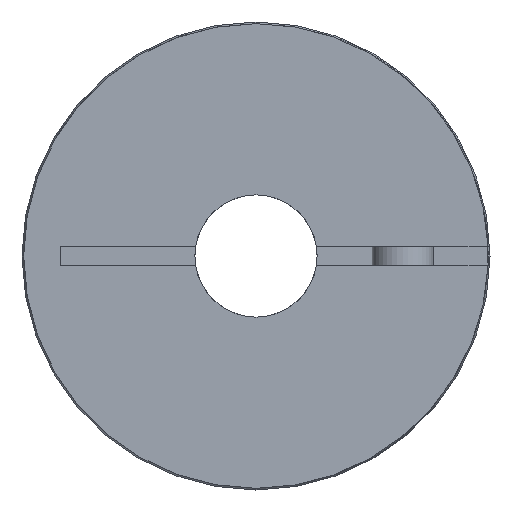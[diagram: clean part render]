
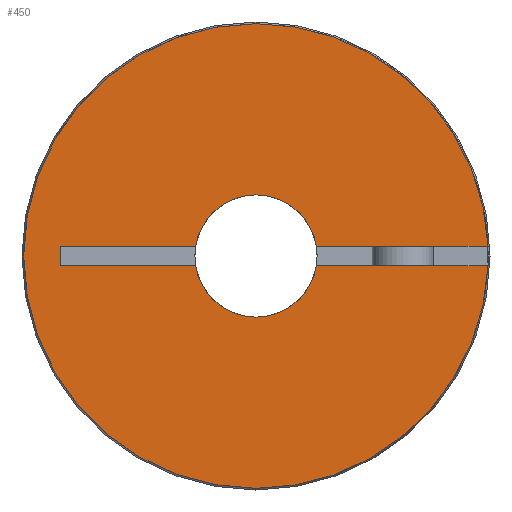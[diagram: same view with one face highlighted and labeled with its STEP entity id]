
A CAD part, left-side view. The second image highlights one B-rep face of the part: STEP entity #450.
In plain terms, the highlighted planar face has unit normal (-1, 0, 0).
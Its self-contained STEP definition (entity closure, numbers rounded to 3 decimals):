
#450=ADVANCED_FACE('',(#972),#973,.T.);
#972=FACE_OUTER_BOUND('',#1603,.T.);
#973=PLANE('',#1604);
#1603=EDGE_LOOP('',(#2703,#2704,#2705,#2706,#2707,#2708,#2709,#2710,#2711,#2712,#2713,#2714));
#1604=AXIS2_PLACEMENT_3D('',#2715,#2716,#2717);
#2703=ORIENTED_EDGE('',*,*,#3881,.T.);
#2704=ORIENTED_EDGE('',*,*,#3870,.T.);
#2705=ORIENTED_EDGE('',*,*,#3888,.F.);
#2706=ORIENTED_EDGE('',*,*,#3965,.F.);
#2707=ORIENTED_EDGE('',*,*,#3894,.T.);
#2708=ORIENTED_EDGE('',*,*,#3873,.T.);
#2709=ORIENTED_EDGE('',*,*,#3879,.T.);
#2710=ORIENTED_EDGE('',*,*,#3923,.F.);
#2711=ORIENTED_EDGE('',*,*,#3829,.T.);
#2712=ORIENTED_EDGE('',*,*,#3960,.T.);
#2713=ORIENTED_EDGE('',*,*,#3841,.T.);
#2714=ORIENTED_EDGE('',*,*,#3919,.T.);
#2715=CARTESIAN_POINT('',(0.0,-9.5,0.0));
#2716=DIRECTION('',(-1.0,0.0,0.0));
#2717=DIRECTION('',(0.0,0.0,-1.0));
#3829=EDGE_CURVE('',#4595,#4592,#4596,.T.);
#3841=EDGE_CURVE('',#4607,#4615,#4617,.T.);
#3870=EDGE_CURVE('',#4656,#4664,#4666,.T.);
#3873=EDGE_CURVE('',#4671,#4668,#4672,.T.);
#3879=EDGE_CURVE('',#4668,#4679,#4681,.T.);
#3881=EDGE_CURVE('',#4683,#4656,#4684,.T.);
#3888=EDGE_CURVE('',#4692,#4664,#4694,.T.);
#3894=EDGE_CURVE('',#4701,#4671,#4702,.T.);
#3919=EDGE_CURVE('',#4615,#4683,#4736,.T.);
#3923=EDGE_CURVE('',#4595,#4679,#4740,.T.);
#3960=EDGE_CURVE('',#4592,#4607,#4789,.T.);
#3965=EDGE_CURVE('',#4701,#4692,#4795,.T.);
#4592=VERTEX_POINT('',#5555);
#4595=VERTEX_POINT('',#5559);
#4596=CIRCLE('',#5560,9.5);
#4607=VERTEX_POINT('',#5671);
#4615=VERTEX_POINT('',#5681);
#4617=CIRCLE('',#5684,9.5);
#4656=VERTEX_POINT('',#5730);
#4664=VERTEX_POINT('',#5740);
#4666=CIRCLE('',#5743,2.5);
#4668=VERTEX_POINT('',#5745);
#4671=VERTEX_POINT('',#5749);
#4672=CIRCLE('',#5750,2.5);
#4679=VERTEX_POINT('',#5758);
#4681=CIRCLE('',#5761,2.5);
#4683=VERTEX_POINT('',#5763);
#4684=CIRCLE('',#5764,2.5);
#4692=VERTEX_POINT('',#5774);
#4694=LINE('',#5777,#5778);
#4701=VERTEX_POINT('',#5787);
#4702=LINE('',#5788,#5789);
#4736=LINE('',#5832,#5833);
#4740=LINE('',#5838,#5839);
#4789=CIRCLE('',#5906,9.5);
#4795=LINE('',#5913,#5914);
#5555=CARTESIAN_POINT('',(0.0,0.,9.5));
#5559=CARTESIAN_POINT('',(0.0,-9.492,0.4));
#5560=AXIS2_PLACEMENT_3D('',#6976,#6977,#6978);
#5671=CARTESIAN_POINT('',(0.0,0.,-9.5));
#5681=CARTESIAN_POINT('',(0.0,-9.492,-0.4));
#5684=AXIS2_PLACEMENT_3D('',#6992,#6993,#6994);
#5730=CARTESIAN_POINT('',(0.0,0.,-2.5));
#5740=CARTESIAN_POINT('',(0.0,2.468,-0.4));
#5743=AXIS2_PLACEMENT_3D('',#7041,#7042,#7043);
#5745=CARTESIAN_POINT('',(0.0,0.,2.5));
#5749=CARTESIAN_POINT('',(0.0,2.468,0.4));
#5750=AXIS2_PLACEMENT_3D('',#7045,#7046,#7047);
#5758=CARTESIAN_POINT('',(0.0,-2.468,0.4));
#5761=AXIS2_PLACEMENT_3D('',#7056,#7057,#7058);
#5763=CARTESIAN_POINT('',(0.0,-2.468,-0.4));
#5764=AXIS2_PLACEMENT_3D('',#7059,#7060,#7061);
#5774=CARTESIAN_POINT('',(0.0,8.0,-0.4));
#5777=CARTESIAN_POINT('',(0.0,8.0,-0.4));
#5778=VECTOR('',#7071,6.554);
#5787=CARTESIAN_POINT('',(0.0,8.0,0.4));
#5788=CARTESIAN_POINT('',(0.,8.0,0.4));
#5789=VECTOR('',#7077,6.554);
#5832=CARTESIAN_POINT('',(0.,-9.492,-0.4));
#5833=VECTOR('',#7120,8.046);
#5838=CARTESIAN_POINT('',(0.0,-9.492,0.4));
#5839=VECTOR('',#7125,8.046);
#5906=AXIS2_PLACEMENT_3D('',#7159,#7160,#7161);
#5913=CARTESIAN_POINT('',(0.0,8.0,0.4));
#5914=VECTOR('',#7169,0.8);
#6976=CARTESIAN_POINT('',(0.0,0.0,0.0));
#6977=DIRECTION('',(-1.0,0.0,0.0));
#6978=DIRECTION('',(0.0,0.0,-1.0));
#6992=CARTESIAN_POINT('',(0.0,0.0,0.0));
#6993=DIRECTION('',(-1.0,0.0,0.0));
#6994=DIRECTION('',(0.0,0.0,-1.0));
#7041=CARTESIAN_POINT('',(0.0,0.0,0.0));
#7042=DIRECTION('',(1.0,-0.0,0.0));
#7043=DIRECTION('',(0.0,0.0,-1.0));
#7045=CARTESIAN_POINT('',(0.0,0.0,0.0));
#7046=DIRECTION('',(1.0,-0.0,0.0));
#7047=DIRECTION('',(0.0,0.0,-1.0));
#7056=CARTESIAN_POINT('',(0.0,0.0,0.0));
#7057=DIRECTION('',(1.0,-0.0,0.0));
#7058=DIRECTION('',(0.0,0.0,-1.0));
#7059=CARTESIAN_POINT('',(0.0,0.0,0.0));
#7060=DIRECTION('',(1.0,-0.0,0.0));
#7061=DIRECTION('',(0.0,0.0,-1.0));
#7071=DIRECTION('',(0.0,-1.0,0.0));
#7077=DIRECTION('',(0.0,-1.0,0.0));
#7120=DIRECTION('',(0.0,1.0,0.0));
#7125=DIRECTION('',(0.0,1.0,0.0));
#7159=CARTESIAN_POINT('',(0.0,0.0,0.0));
#7160=DIRECTION('',(-1.0,0.0,0.0));
#7161=DIRECTION('',(0.0,0.0,-1.0));
#7169=DIRECTION('',(0.0,0.0,-1.0));
